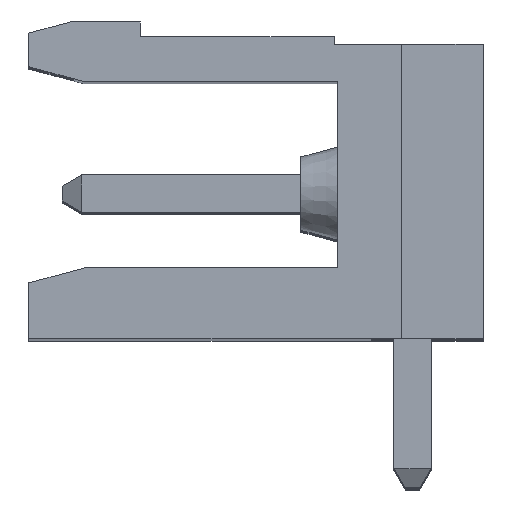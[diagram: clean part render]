
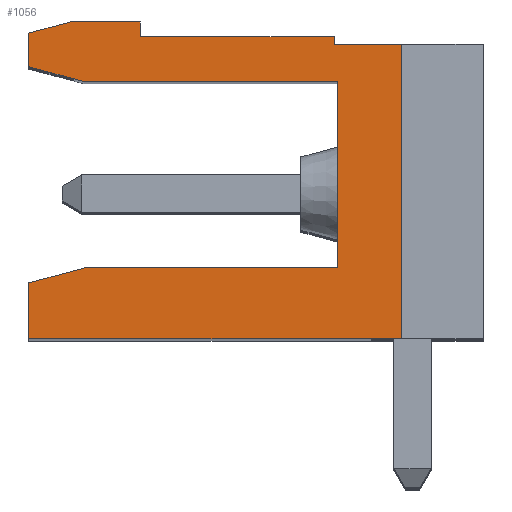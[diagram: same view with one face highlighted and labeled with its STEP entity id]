
A CAD part, top view. The second image highlights one B-rep face of the part: STEP entity #1056.
In plain terms, the highlighted planar face has unit normal (0, 0, 1).
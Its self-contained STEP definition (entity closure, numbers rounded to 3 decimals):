
#1056 = ADVANCED_FACE( '', ( #2193 ), #2194, .T. );
#2193 = FACE_OUTER_BOUND( '', #3399, .T. );
#2194 = PLANE( '', #3400 );
#3399 = EDGE_LOOP( '', ( #6601, #6602, #6603, #6604, #6605, #6606, #6607, #6608, #6609, #6610, #6611, #6612, #6613, #6614, #6615 ) );
#3400 = AXIS2_PLACEMENT_3D( '', #6616, #6617, #6618 );
#6601 = ORIENTED_EDGE( '', *, *, #8044, .F. );
#6602 = ORIENTED_EDGE( '', *, *, #8036, .F. );
#6603 = ORIENTED_EDGE( '', *, *, #7764, .F. );
#6604 = ORIENTED_EDGE( '', *, *, #7923, .F. );
#6605 = ORIENTED_EDGE( '', *, *, #7437, .F. );
#6606 = ORIENTED_EDGE( '', *, *, #8148, .T. );
#6607 = ORIENTED_EDGE( '', *, *, #8078, .F. );
#6608 = ORIENTED_EDGE( '', *, *, #8113, .F. );
#6609 = ORIENTED_EDGE( '', *, *, #8364, .F. );
#6610 = ORIENTED_EDGE( '', *, *, #7366, .F. );
#6611 = ORIENTED_EDGE( '', *, *, #8386, .F. );
#6612 = ORIENTED_EDGE( '', *, *, #8391, .T. );
#6613 = ORIENTED_EDGE( '', *, *, #8420, .T. );
#6614 = ORIENTED_EDGE( '', *, *, #7523, .T. );
#6615 = ORIENTED_EDGE( '', *, *, #8017, .T. );
#6616 = CARTESIAN_POINT( '', ( 194.225, 203.51, 66.04 ) );
#6617 = DIRECTION( '', ( 0., 0., 1. ) );
#6618 = DIRECTION( '', ( 1., 0., 0. ) );
#7366 = EDGE_CURVE( '', #8907, #8910, #8911, .T. );
#7437 = EDGE_CURVE( '', #9029, #9031, #9032, .T. );
#7523 = EDGE_CURVE( '', #9175, #9176, #9177, .T. );
#7764 = EDGE_CURVE( '', #9564, #9566, #9567, .T. );
#7923 = EDGE_CURVE( '', #9031, #9564, #9812, .T. );
#8017 = EDGE_CURVE( '', #9176, #9934, #9935, .T. );
#8036 = EDGE_CURVE( '', #9566, #9959, #9960, .T. );
#8044 = EDGE_CURVE( '', #9959, #9934, #9968, .T. );
#8078 = EDGE_CURVE( '', #10016, #10018, #10019, .T. );
#8113 = EDGE_CURVE( '', #10070, #10016, #10073, .T. );
#8148 = EDGE_CURVE( '', #9029, #10018, #10117, .T. );
#8364 = EDGE_CURVE( '', #8910, #10070, #10383, .T. );
#8386 = EDGE_CURVE( '', #10405, #8907, #10407, .T. );
#8391 = EDGE_CURVE( '', #10405, #10413, #10414, .T. );
#8420 = EDGE_CURVE( '', #10413, #9175, #10447, .T. );
#8907 = VERTEX_POINT( '', #11101 );
#8910 = VERTEX_POINT( '', #11105 );
#8911 = LINE( '', #11106, #11107 );
#9029 = VERTEX_POINT( '', #11276 );
#9031 = VERTEX_POINT( '', #11279 );
#9032 = LINE( '', #11280, #11281 );
#9175 = VERTEX_POINT( '', #11495 );
#9176 = VERTEX_POINT( '', #11496 );
#9177 = LINE( '', #11497, #11498 );
#9564 = VERTEX_POINT( '', #12076 );
#9566 = VERTEX_POINT( '', #12079 );
#9567 = LINE( '', #12080, #12081 );
#9812 = LINE( '', #12446, #12447 );
#9934 = VERTEX_POINT( '', #12632 );
#9935 = LINE( '', #12633, #12634 );
#9959 = VERTEX_POINT( '', #12670 );
#9960 = LINE( '', #12671, #12672 );
#9968 = LINE( '', #12683, #12684 );
#10016 = VERTEX_POINT( '', #12757 );
#10018 = VERTEX_POINT( '', #12760 );
#10019 = LINE( '', #12761, #12762 );
#10070 = VERTEX_POINT( '', #12845 );
#10073 = LINE( '', #12849, #12850 );
#10117 = LINE( '', #12915, #12916 );
#10383 = LINE( '', #13320, #13321 );
#10405 = VERTEX_POINT( '', #13356 );
#10407 = LINE( '', #13359, #13360 );
#10413 = VERTEX_POINT( '', #13368 );
#10414 = LINE( '', #13369, #13370 );
#10447 = LINE( '', #13420, #13421 );
#11101 = CARTESIAN_POINT( '', ( 202.425, 204.31, 66.04 ) );
#11105 = CARTESIAN_POINT( '', ( 202.425, 204.11, 66.04 ) );
#11106 = CARTESIAN_POINT( '', ( 202.425, 204.11, 66.04 ) );
#11107 = VECTOR( '', #13796, 1000. );
#11276 = CARTESIAN_POINT( '', ( 194.225, 197.708, 66.04 ) );
#11279 = CARTESIAN_POINT( '', ( 195.725, 198.11, 66.04 ) );
#11280 = CARTESIAN_POINT( '', ( 194.225, 197.708, 66.04 ) );
#11281 = VECTOR( '', #13858, 1000. );
#11495 = CARTESIAN_POINT( '', ( 195.345, 204.71, 66.04 ) );
#11496 = CARTESIAN_POINT( '', ( 194.225, 204.41, 66.04 ) );
#11497 = CARTESIAN_POINT( '', ( 194.225, 204.41, 66.04 ) );
#11498 = VECTOR( '', #13930, 1000. );
#12076 = CARTESIAN_POINT( '', ( 202.525, 198.11, 66.04 ) );
#12079 = CARTESIAN_POINT( '', ( 202.525, 203.11, 66.04 ) );
#12080 = CARTESIAN_POINT( '', ( 202.525, 198.11, 66.04 ) );
#12081 = VECTOR( '', #14138, 1000. );
#12446 = CARTESIAN_POINT( '', ( 195.725, 198.11, 66.04 ) );
#12447 = VECTOR( '', #14283, 1000. );
#12632 = CARTESIAN_POINT( '', ( 194.225, 203.51, 66.04 ) );
#12633 = CARTESIAN_POINT( '', ( 194.225, 204.31, 66.04 ) );
#12634 = VECTOR( '', #14353, 1000. );
#12670 = CARTESIAN_POINT( '', ( 195.718, 203.11, 66.04 ) );
#12671 = CARTESIAN_POINT( '', ( 202.525, 203.11, 66.04 ) );
#12672 = VECTOR( '', #14366, 1000. );
#12683 = CARTESIAN_POINT( '', ( 195.718, 203.11, 66.04 ) );
#12684 = VECTOR( '', #14373, 1000. );
#12757 = CARTESIAN_POINT( '', ( 204.225, 196.21, 66.04 ) );
#12760 = CARTESIAN_POINT( '', ( 194.225, 196.21, 66.04 ) );
#12761 = CARTESIAN_POINT( '', ( 194.225, 196.21, 66.04 ) );
#12762 = VECTOR( '', #14406, 1000. );
#12845 = CARTESIAN_POINT( '', ( 204.225, 204.11, 66.04 ) );
#12849 = CARTESIAN_POINT( '', ( 204.225, 204.11, 66.04 ) );
#12850 = VECTOR( '', #14440, 1000. );
#12915 = CARTESIAN_POINT( '', ( 194.225, 204.31, 66.04 ) );
#12916 = VECTOR( '', #14468, 1000. );
#13320 = CARTESIAN_POINT( '', ( 206.425, 204.11, 66.04 ) );
#13321 = VECTOR( '', #14616, 1000. );
#13356 = CARTESIAN_POINT( '', ( 197.225, 204.31, 66.04 ) );
#13359 = CARTESIAN_POINT( '', ( 202.425, 204.31, 66.04 ) );
#13360 = VECTOR( '', #14634, 1000. );
#13368 = CARTESIAN_POINT( '', ( 197.225, 204.71, 66.04 ) );
#13369 = CARTESIAN_POINT( '', ( 197.225, 204.81, 66.04 ) );
#13370 = VECTOR( '', #14637, 1000. );
#13420 = CARTESIAN_POINT( '', ( 195.718, 204.71, 66.04 ) );
#13421 = VECTOR( '', #14655, 1000. );
#13796 = DIRECTION( '', ( 0., -1., 0. ) );
#13858 = DIRECTION( '', ( 0.966, 0.259, 0. ) );
#13930 = DIRECTION( '', ( -0.966, -0.259, 0. ) );
#14138 = DIRECTION( '', ( 0., 1., 0. ) );
#14283 = DIRECTION( '', ( 1., 0., 0. ) );
#14353 = DIRECTION( '', ( 0., -1., 0. ) );
#14366 = DIRECTION( '', ( -1., 0., 0. ) );
#14373 = DIRECTION( '', ( -0.966, 0.259, 0. ) );
#14406 = DIRECTION( '', ( -1., 0., 0. ) );
#14440 = DIRECTION( '', ( 0., -1., 0. ) );
#14468 = DIRECTION( '', ( 0., -1., 0. ) );
#14616 = DIRECTION( '', ( 1., 0., 0. ) );
#14634 = DIRECTION( '', ( 1., 0., 0. ) );
#14637 = DIRECTION( '', ( 0., 1., 0. ) );
#14655 = DIRECTION( '', ( -1., 0., 0. ) );
